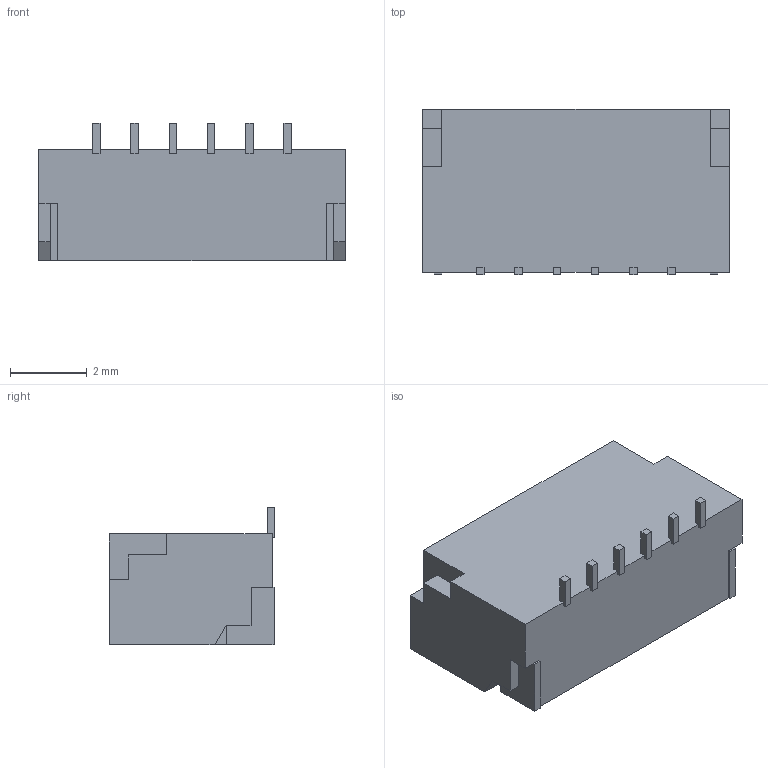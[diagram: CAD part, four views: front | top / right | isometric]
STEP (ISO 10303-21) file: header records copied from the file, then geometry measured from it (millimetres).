
FILE_DESCRIPTION(/* description */ ('STEP AP242','CAx-IF Rec.Pracs.---Representation and Presentation of Product Manufacturing Information (PMI)---4.0---2014-10-13','CAx-IF Rec.Pracs.---3D Tessellated Geometry---0.4---2014-09-14','2;1'),/* implementation_level */ '2;1');
FILE_NAME(/* name */ '61fc72daecde910f8c903050',/* time_stamp */ '2022-02-04T00:27:06+00:00',/* author */ (''),/* organization */ (''),/* preprocessor_version */ 'ST-DEVELOPER v18.101',/* originating_system */ ' ',/* authorisation */ ' ');
FILE_SCHEMA (('AP242_MANAGED_MODEL_BASED_3D_ENGINEERING_MIM_LF { 1 0 10303 442 1 1 4 }'));
Length unit declared in the file: metre
Products named in the file (1): BM06B-SRSS
Bounding box: 8 x 4.32 x 3.6 mm (x, y, z)
Volume: 56.4 mm3; surface area: 210.3 mm2
Topology: 1 solids, 1 shells, 115 faces, 314 edges, 208 vertices
Faces by surface type: plane 115
Entity records: 3852 total; most frequent: CARTESIAN_POINT 638, ORIENTED_EDGE 628, DIRECTION 546, EDGE_CURVE 314, LINE 314, VECTOR 314, VERTEX_POINT 208, EDGE_LOOP 122
